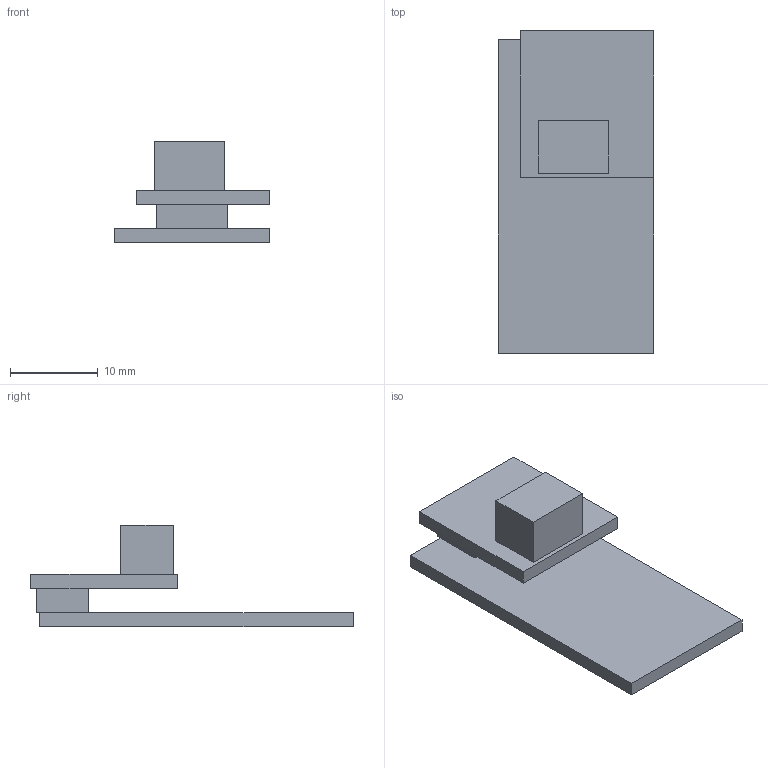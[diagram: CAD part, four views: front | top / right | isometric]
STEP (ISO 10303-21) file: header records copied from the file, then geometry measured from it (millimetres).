
FILE_DESCRIPTION(/* description */ (''),/* implementation_level */ '2;1');
FILE_NAME(/* name */ 'itsy_bitsy.stp',/* time_stamp */ '2020-07-13T09:22:22-04:00',/* author */ ('Paul D''Angio'),/* organization */ ('DARPA'),/* preprocessor_version */ 'ST-DEVELOPER v17.2',/* originating_system */ 'Autodesk Inventor 2019',/* authorisation */ '');
FILE_SCHEMA (('AUTOMOTIVE_DESIGN { 1 0 10303 214 3 1 1 }'));
Length unit declared in the file: millimetre
Products named in the file (1): ItsyBitsy
Bounding box: 17.75 x 36.75 x 11.55 mm (x, y, z)
Volume: 1824.8 mm3; surface area: 2197.8 mm2
Topology: 1 solids, 1 shells, 22 faces, 52 edges, 34 vertices
Faces by surface type: plane 22
Entity records: 701 total; most frequent: CARTESIAN_POINT 109, ORIENTED_EDGE 104, DIRECTION 98, LINE 52, VECTOR 52, EDGE_CURVE 52, VERTEX_POINT 34, EDGE_LOOP 24
